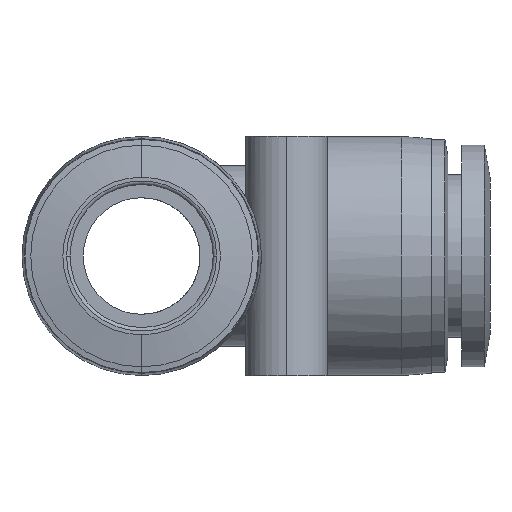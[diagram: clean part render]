
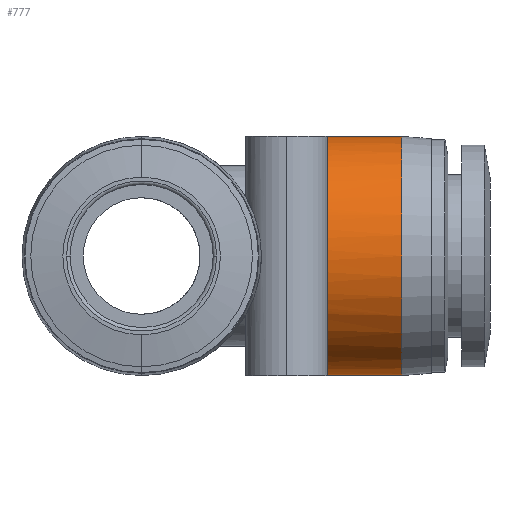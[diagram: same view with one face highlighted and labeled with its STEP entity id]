
A CAD part, left-side view. The second image highlights one B-rep face of the part: STEP entity #777.
In plain terms, the highlighted cylindrical face has radius 10.25 mm (diameter 20.5 mm), a partial arc.
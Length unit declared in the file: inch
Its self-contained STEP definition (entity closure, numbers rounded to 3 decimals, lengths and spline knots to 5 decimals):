
#20 = ORIENTED_EDGE ( 'NONE', *, *, #2568, .F. ) ;
#77 = EDGE_LOOP ( 'NONE', ( #4497, #3355, #1683, #20, #3417, #619, #2570, #3727 ) ) ;
#237 = CARTESIAN_POINT ( 'NONE',  ( -0.39003, -0.58538, 0.10556 ) ) ;
#254 = CARTESIAN_POINT ( 'NONE',  ( -0.38683, -0.58166, -0.1154 ) ) ;
#321 = CARTESIAN_POINT ( 'NONE',  ( -0.35064, -0.4787, 0.19974 ) ) ;
#338 = DIRECTION ( 'NONE',  ( 0., 1., 0. ) ) ;
#371 = CARTESIAN_POINT ( 'NONE',  ( 0., -0.87795, 0. ) ) ;
#430 = CARTESIAN_POINT ( 'NONE',  ( 0., -0.66929, -0.40354 ) ) ;
#492 = CYLINDRICAL_SURFACE ( 'NONE', #1383, 0.40354 ) ;
#526 = EDGE_CURVE ( 'NONE', #4353, #3818, #963, .T. ) ;
#535 = B_SPLINE_CURVE_WITH_KNOTS ( 'NONE', 3,
 ( #4216, #2033, #578, #3117, #952, #3488, #1318, #3847, #1695, #4235, #2048, #4608, #2420, #237, #2768, #593, #3135, #973, #3498, #1333, #3863, #1708, #4246, #2065, #4627, #2437, #254, #2785, #610, #3155, #986, #3517, #1347, #3880, #1721, #4265, #2078, #4644 ),
 .UNSPECIFIED., .F., .F.,
 ( 4, 2, 2, 2, 2, 2, 2, 2, 2, 2, 2, 2, 2, 2, 2, 2, 2, 2, 4 ),
 ( 0.00072, 0.00113, 0.00154, 0.00195, 0.00236, 0.00318, 0.00401, 0.00565, 0.00647, 0.0073, 0.00812, 0.00894, 0.00976, 0.01059, 0.01141, 0.01223, 0.01305, 0.01346, 0.01388 ),
 .UNSPECIFIED. ) ;
#542 = DIRECTION ( 'NONE',  ( 0., 1., 0. ) ) ;
#578 = CARTESIAN_POINT ( 'NONE',  ( -0.35072, -0.49899, 0.19962 ) ) ;
#593 = CARTESIAN_POINT ( 'NONE',  ( -0.40011, -0.59418, 0.05361 ) ) ;
#610 = CARTESIAN_POINT ( 'NONE',  ( -0.37708, -0.56995, -0.14403 ) ) ;
#619 = ORIENTED_EDGE ( 'NONE', *, *, #4640, .T. ) ;
#672 = FACE_OUTER_BOUND ( 'NONE', #77, .T. ) ;
#689 = CARTESIAN_POINT ( 'NONE',  ( -0.35039, -0.48819, 0.20018 ) ) ;
#732 = DIRECTION ( 'NONE',  ( 0., 0., 1. ) ) ;
#777 = ADVANCED_FACE ( 'NONE', ( #672 ), #492, .T. ) ;
#789 = CARTESIAN_POINT ( 'NONE',  ( -0.35039, -0.48344, -0.20018 ) ) ;
#828 = VECTOR ( 'NONE', #338, 39.37008 ) ;
#930 = DIRECTION ( 'NONE',  ( 0., 0., 1. ) ) ;
#952 = CARTESIAN_POINT ( 'NONE',  ( -0.35288, -0.51472, 0.19578 ) ) ;
#963 = CIRCLE ( 'NONE', #988, 0.40354 ) ;
#973 = CARTESIAN_POINT ( 'NONE',  ( -0.40312, -0.59659, 0.02143 ) ) ;
#986 = CARTESIAN_POINT ( 'NONE',  ( -0.36627, -0.55293, -0.16957 ) ) ;
#988 = AXIS2_PLACEMENT_3D ( 'NONE', #4342, #4330, #4289 ) ;
#1019 = EDGE_CURVE ( 'NONE', #4357, #4353, #1462, .T. ) ;
#1040 = CARTESIAN_POINT ( 'NONE',  ( -0.35039, -0.48819, -0.20018 ) ) ;
#1052 = AXIS2_PLACEMENT_3D ( 'NONE', #3858, #1704, #4242 ) ;
#1168 = CARTESIAN_POINT ( 'NONE',  ( -0.35159, -0.46951, -0.19808 ) ) ;
#1172 = EDGE_CURVE ( 'NONE', #4219, #3578, #3095, .T. ) ;
#1201 = B_SPLINE_CURVE_WITH_KNOTS ( 'NONE', 3,
 ( #2969, #789, #3334, #1168, #3693, #1534 ),
 .UNSPECIFIED., .F., .F.,
 ( 4, 2, 4 ),
 ( 0.01388, 0.01423, 0.01459 ),
 .UNSPECIFIED. ) ;
#1318 = CARTESIAN_POINT ( 'NONE',  ( -0.35653, -0.52912, 0.18906 ) ) ;
#1333 = CARTESIAN_POINT ( 'NONE',  ( -0.40354, -0.59692, -0.01076 ) ) ;
#1347 = CARTESIAN_POINT ( 'NONE',  ( -0.35628, -0.52926, -0.18957 ) ) ;
#1383 = AXIS2_PLACEMENT_3D ( 'NONE', #3023, #3091, #930 ) ;
#1452 = CARTESIAN_POINT ( 'NONE',  ( -0.35039, -0.48819, 0.20018 ) ) ;
#1462 = LINE ( 'NONE', #430, #828 ) ;
#1534 = CARTESIAN_POINT ( 'NONE',  ( -0.35318, -0.46063, -0.19522 ) ) ;
#1683 = ORIENTED_EDGE ( 'NONE', *, *, #1172, .T. ) ;
#1695 = CARTESIAN_POINT ( 'NONE',  ( -0.36119, -0.54181, 0.18001 ) ) ;
#1704 = DIRECTION ( 'NONE',  ( 0., 1., 0. ) ) ;
#1708 = CARTESIAN_POINT ( 'NONE',  ( -0.40139, -0.59522, -0.04297 ) ) ;
#1721 = CARTESIAN_POINT ( 'NONE',  ( -0.35194, -0.50947, -0.19744 ) ) ;
#1782 = CARTESIAN_POINT ( 'NONE',  ( -0.35228, -0.46502, 0.19685 ) ) ;
#1836 = CARTESIAN_POINT ( 'NONE',  ( 0., -0.87795, -0.40354 ) ) ;
#2006 = CARTESIAN_POINT ( 'NONE',  ( 0., -0.87795, 0.40354 ) ) ;
#2033 = CARTESIAN_POINT ( 'NONE',  ( -0.35039, -0.49363, 0.20018 ) ) ;
#2048 = CARTESIAN_POINT ( 'NONE',  ( -0.37002, -0.55936, 0.1613 ) ) ;
#2065 = CARTESIAN_POINT ( 'NONE',  ( -0.39671, -0.59126, -0.0747 ) ) ;
#2078 = CARTESIAN_POINT ( 'NONE',  ( -0.35039, -0.49364, -0.20018 ) ) ;
#2130 = CARTESIAN_POINT ( 'NONE',  ( -0.35318, -0.46063, -0.19522 ) ) ;
#2183 = CARTESIAN_POINT ( 'NONE',  ( -0.35318, -0.46063, 0.19522 ) ) ;
#2420 = CARTESIAN_POINT ( 'NONE',  ( -0.38053, -0.57433, 0.13471 ) ) ;
#2437 = CARTESIAN_POINT ( 'NONE',  ( -0.38969, -0.58461, -0.10537 ) ) ;
#2507 = CARTESIAN_POINT ( 'NONE',  ( -0.35159, -0.46951, 0.19808 ) ) ;
#2568 = EDGE_CURVE ( 'NONE', #3933, #3578, #3401, .T. ) ;
#2570 = ORIENTED_EDGE ( 'NONE', *, *, #3506, .T. ) ;
#2633 = EDGE_CURVE ( 'NONE', #3933, #4297, #3549, .T. ) ;
#2669 = EDGE_CURVE ( 'NONE', #4357, #4219, #4440, .T. ) ;
#2768 = CARTESIAN_POINT ( 'NONE',  ( -0.39503, -0.58982, 0.08517 ) ) ;
#2785 = CARTESIAN_POINT ( 'NONE',  ( -0.38051, -0.5743, -0.13478 ) ) ;
#2859 = CARTESIAN_POINT ( 'NONE',  ( -0.35039, -0.48345, 0.20018 ) ) ;
#2908 = DIRECTION ( 'NONE',  ( 0., 1., 0. ) ) ;
#2969 = CARTESIAN_POINT ( 'NONE',  ( -0.35039, -0.48819, -0.20018 ) ) ;
#3023 = CARTESIAN_POINT ( 'NONE',  ( 0., -0.66929, 0. ) ) ;
#3067 = CARTESIAN_POINT ( 'NONE',  ( 0., -0.66929, 0.40354 ) ) ;
#3091 = DIRECTION ( 'NONE',  ( 0., 1., 0. ) ) ;
#3095 = LINE ( 'NONE', #3067, #3102 ) ;
#3102 = VECTOR ( 'NONE', #542, 39.37008 ) ;
#3117 = CARTESIAN_POINT ( 'NONE',  ( -0.35195, -0.50953, 0.19743 ) ) ;
#3135 = CARTESIAN_POINT ( 'NONE',  ( -0.4014, -0.59523, 0.04287 ) ) ;
#3155 = CARTESIAN_POINT ( 'NONE',  ( -0.36997, -0.55927, -0.16143 ) ) ;
#3266 = CARTESIAN_POINT ( 'NONE',  ( 0., -0.46063, -0.40354 ) ) ;
#3334 = CARTESIAN_POINT ( 'NONE',  ( -0.35064, -0.4787, -0.19974 ) ) ;
#3355 = ORIENTED_EDGE ( 'NONE', *, *, #2669, .T. ) ;
#3401 = CIRCLE ( 'NONE', #1052, 0.40354 ) ;
#3417 = ORIENTED_EDGE ( 'NONE', *, *, #2633, .T. ) ;
#3488 = CARTESIAN_POINT ( 'NONE',  ( -0.35516, -0.52446, 0.19161 ) ) ;
#3498 = CARTESIAN_POINT ( 'NONE',  ( -0.40354, -0.59692, 0.0107 ) ) ;
#3506 = EDGE_CURVE ( 'NONE', #3810, #3818, #1201, .T. ) ;
#3517 = CARTESIAN_POINT ( 'NONE',  ( -0.35945, -0.53801, -0.18358 ) ) ;
#3549 = B_SPLINE_CURVE_WITH_KNOTS ( 'NONE', 3,
 ( #4328, #1782, #2507, #321, #2859, #689 ),
 .UNSPECIFIED., .F., .F.,
 ( 4, 2, 4 ),
 ( 0., 0.00036, 0.00072 ),
 .UNSPECIFIED. ) ;
#3578 = VERTEX_POINT ( 'NONE', #4475 ) ;
#3693 = CARTESIAN_POINT ( 'NONE',  ( -0.35228, -0.46502, -0.19685 ) ) ;
#3727 = ORIENTED_EDGE ( 'NONE', *, *, #526, .F. ) ;
#3810 = VERTEX_POINT ( 'NONE', #1040 ) ;
#3818 = VERTEX_POINT ( 'NONE', #2130 ) ;
#3847 = CARTESIAN_POINT ( 'NONE',  ( -0.35956, -0.53781, 0.18324 ) ) ;
#3858 = CARTESIAN_POINT ( 'NONE',  ( 0., -0.46063, 0. ) ) ;
#3863 = CARTESIAN_POINT ( 'NONE',  ( -0.40311, -0.59659, -0.02149 ) ) ;
#3880 = CARTESIAN_POINT ( 'NONE',  ( -0.35287, -0.51466, -0.1958 ) ) ;
#3933 = VERTEX_POINT ( 'NONE', #2183 ) ;
#4216 = CARTESIAN_POINT ( 'NONE',  ( -0.35039, -0.48819, 0.20018 ) ) ;
#4219 = VERTEX_POINT ( 'NONE', #2006 ) ;
#4235 = CARTESIAN_POINT ( 'NONE',  ( -0.36631, -0.553, 0.16949 ) ) ;
#4242 = DIRECTION ( 'NONE',  ( -1., 0., 0. ) ) ;
#4246 = CARTESIAN_POINT ( 'NONE',  ( -0.4001, -0.59417, -0.05369 ) ) ;
#4265 = CARTESIAN_POINT ( 'NONE',  ( -0.35072, -0.49898, -0.19962 ) ) ;
#4289 = DIRECTION ( 'NONE',  ( -1., 0., 0. ) ) ;
#4297 = VERTEX_POINT ( 'NONE', #1452 ) ;
#4328 = CARTESIAN_POINT ( 'NONE',  ( -0.35318, -0.46063, 0.19522 ) ) ;
#4330 = DIRECTION ( 'NONE',  ( 0., 1., 0. ) ) ;
#4342 = CARTESIAN_POINT ( 'NONE',  ( 0., -0.46063, 0. ) ) ;
#4353 = VERTEX_POINT ( 'NONE', #3266 ) ;
#4357 = VERTEX_POINT ( 'NONE', #1836 ) ;
#4384 = AXIS2_PLACEMENT_3D ( 'NONE', #371, #2908, #732 ) ;
#4440 = CIRCLE ( 'NONE', #4384, 0.40354 ) ;
#4475 = CARTESIAN_POINT ( 'NONE',  ( 0., -0.46063, 0.40354 ) ) ;
#4497 = ORIENTED_EDGE ( 'NONE', *, *, #1019, .F. ) ;
#4608 = CARTESIAN_POINT ( 'NONE',  ( -0.37711, -0.56998, 0.14396 ) ) ;
#4627 = CARTESIAN_POINT ( 'NONE',  ( -0.39462, -0.5894, -0.08504 ) ) ;
#4640 = EDGE_CURVE ( 'NONE', #4297, #3810, #535, .T. ) ;
#4644 = CARTESIAN_POINT ( 'NONE',  ( -0.35039, -0.48819, -0.20018 ) ) ;
